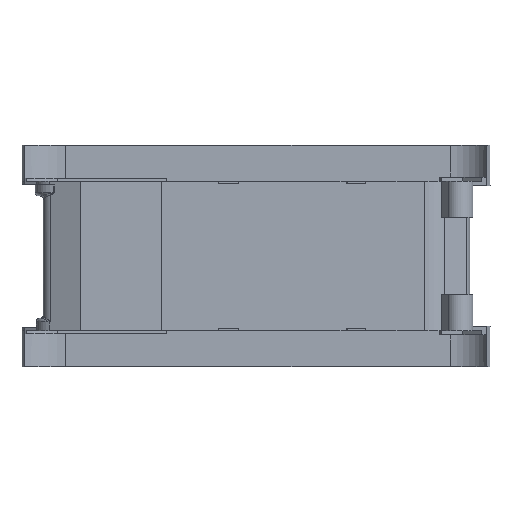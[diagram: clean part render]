
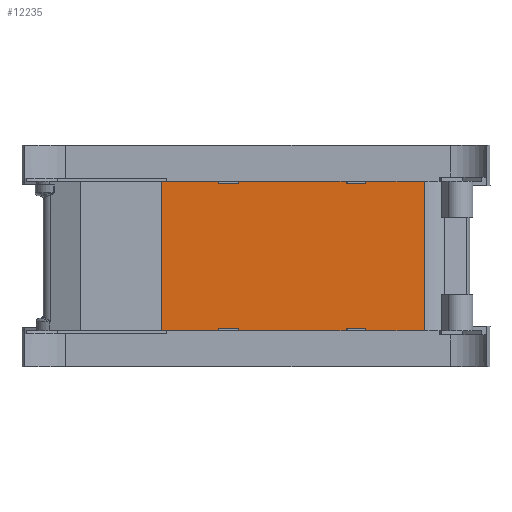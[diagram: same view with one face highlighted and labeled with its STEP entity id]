
A CAD part, front view. The second image highlights one B-rep face of the part: STEP entity #12235.
In plain terms, the highlighted planar face has unit normal (0, -1, 0).
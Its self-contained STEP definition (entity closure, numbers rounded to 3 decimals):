
#1455=DIRECTION('',(-1.,0.,0.));
#1456=VECTOR('',#1455,9.029);
#1457=CARTESIAN_POINT('',(6.599,-7.02,15.55));
#1458=LINE('',#1457,#1456);
#1463=DIRECTION('',(-1.,0.,0.));
#1464=VECTOR('',#1463,4.739);
#1465=CARTESIAN_POINT('',(-4.061,-7.02,15.55));
#1466=LINE('',#1465,#1464);
#1549=DIRECTION('',(-1.,0.,0.));
#1550=VECTOR('',#1549,4.894);
#1551=CARTESIAN_POINT('',(13.028,-7.02,15.55));
#1552=LINE('',#1551,#1550);
#1557=DIRECTION('',(1.,0.,0.));
#1558=VECTOR('',#1557,4.894);
#1559=CARTESIAN_POINT('',(8.134,-7.02,3.15));
#1560=LINE('',#1559,#1558);
#1643=DIRECTION('',(1.,0.,0.));
#1644=VECTOR('',#1643,4.739);
#1645=CARTESIAN_POINT('',(-8.8,-7.02,3.15));
#1646=LINE('',#1645,#1644);
#1651=DIRECTION('',(1.,0.,0.));
#1652=VECTOR('',#1651,9.029);
#1653=CARTESIAN_POINT('',(-2.429,-7.02,3.15));
#1654=LINE('',#1653,#1652);
#1701=DIRECTION('',(0.,0.,1.));
#1702=VECTOR('',#1701,12.4);
#1703=CARTESIAN_POINT('',(-8.8,-7.02,3.15));
#1704=LINE('',#1703,#1702);
#1705=DIRECTION('',(0.,0.,1.));
#1706=VECTOR('',#1705,0.2);
#1707=CARTESIAN_POINT('',(-4.061,-7.02,15.35));
#1708=LINE('',#1707,#1706);
#1709=DIRECTION('',(1.,0.,0.));
#1710=VECTOR('',#1709,1.631);
#1711=CARTESIAN_POINT('',(-4.061,-7.02,15.35));
#1712=LINE('',#1711,#1710);
#1713=DIRECTION('',(0.,0.,1.));
#1714=VECTOR('',#1713,0.2);
#1715=CARTESIAN_POINT('',(-2.429,-7.02,15.35));
#1716=LINE('',#1715,#1714);
#1717=DIRECTION('',(0.,0.,1.));
#1718=VECTOR('',#1717,0.2);
#1719=CARTESIAN_POINT('',(6.599,-7.02,15.35));
#1720=LINE('',#1719,#1718);
#1721=DIRECTION('',(1.,0.,0.));
#1722=VECTOR('',#1721,1.535);
#1723=CARTESIAN_POINT('',(6.599,-7.02,15.35));
#1724=LINE('',#1723,#1722);
#1725=DIRECTION('',(0.,0.,1.));
#1726=VECTOR('',#1725,0.2);
#1727=CARTESIAN_POINT('',(8.134,-7.02,15.35));
#1728=LINE('',#1727,#1726);
#1729=DIRECTION('',(0.,0.,1.));
#1730=VECTOR('',#1729,12.4);
#1731=CARTESIAN_POINT('',(13.028,-7.02,3.15));
#1732=LINE('',#1731,#1730);
#1733=DIRECTION('',(0.,0.,1.));
#1734=VECTOR('',#1733,0.2);
#1735=CARTESIAN_POINT('',(8.134,-7.02,3.15));
#1736=LINE('',#1735,#1734);
#1737=DIRECTION('',(1.,0.,0.));
#1738=VECTOR('',#1737,1.535);
#1739=CARTESIAN_POINT('',(6.599,-7.02,3.35));
#1740=LINE('',#1739,#1738);
#1741=DIRECTION('',(0.,0.,1.));
#1742=VECTOR('',#1741,0.2);
#1743=CARTESIAN_POINT('',(6.599,-7.02,3.15));
#1744=LINE('',#1743,#1742);
#1745=DIRECTION('',(0.,0.,1.));
#1746=VECTOR('',#1745,0.2);
#1747=CARTESIAN_POINT('',(-2.429,-7.02,3.15));
#1748=LINE('',#1747,#1746);
#1749=DIRECTION('',(1.,0.,0.));
#1750=VECTOR('',#1749,1.631);
#1751=CARTESIAN_POINT('',(-4.061,-7.02,3.35));
#1752=LINE('',#1751,#1750);
#1753=DIRECTION('',(0.,0.,1.));
#1754=VECTOR('',#1753,0.2);
#1755=CARTESIAN_POINT('',(-4.061,-7.02,3.15));
#1756=LINE('',#1755,#1754);
#8434=CARTESIAN_POINT('',(-8.8,-7.02,3.15));
#8435=CARTESIAN_POINT('',(-8.8,-7.02,15.55));
#8436=VERTEX_POINT('',#8434);
#8437=VERTEX_POINT('',#8435);
#8577=CARTESIAN_POINT('',(-4.061,-7.02,15.35));
#8578=CARTESIAN_POINT('',(-2.429,-7.02,15.35));
#8579=VERTEX_POINT('',#8577);
#8580=VERTEX_POINT('',#8578);
#8581=CARTESIAN_POINT('',(6.599,-7.02,15.35));
#8582=CARTESIAN_POINT('',(8.134,-7.02,15.35));
#8583=VERTEX_POINT('',#8581);
#8584=VERTEX_POINT('',#8582);
#8585=CARTESIAN_POINT('',(-4.061,-7.02,3.35));
#8586=CARTESIAN_POINT('',(-2.429,-7.02,3.35));
#8587=VERTEX_POINT('',#8585);
#8588=VERTEX_POINT('',#8586);
#8589=CARTESIAN_POINT('',(6.599,-7.02,3.35));
#8590=CARTESIAN_POINT('',(8.134,-7.02,3.35));
#8591=VERTEX_POINT('',#8589);
#8592=VERTEX_POINT('',#8590);
#9232=CARTESIAN_POINT('',(13.028,-7.02,3.15));
#9233=CARTESIAN_POINT('',(13.028,-7.02,15.55));
#9234=VERTEX_POINT('',#9232);
#9235=VERTEX_POINT('',#9233);
#10221=CARTESIAN_POINT('',(-4.061,-7.02,15.55));
#10222=VERTEX_POINT('',#10221);
#10223=CARTESIAN_POINT('',(-2.429,-7.02,15.55));
#10224=VERTEX_POINT('',#10223);
#10225=CARTESIAN_POINT('',(6.599,-7.02,15.55));
#10226=VERTEX_POINT('',#10225);
#10227=CARTESIAN_POINT('',(8.134,-7.02,15.55));
#10228=VERTEX_POINT('',#10227);
#10263=CARTESIAN_POINT('',(-4.061,-7.02,3.15));
#10264=VERTEX_POINT('',#10263);
#10265=CARTESIAN_POINT('',(-2.429,-7.02,3.15));
#10266=VERTEX_POINT('',#10265);
#10267=CARTESIAN_POINT('',(6.599,-7.02,3.15));
#10268=VERTEX_POINT('',#10267);
#10269=CARTESIAN_POINT('',(8.134,-7.02,3.15));
#10270=VERTEX_POINT('',#10269);
#12198=CARTESIAN_POINT('',(-15.4,-7.02,3.15));
#12199=DIRECTION('',(0.,-1.,0.));
#12200=DIRECTION('',(1.,0.,0.));
#12201=AXIS2_PLACEMENT_3D('',#12198,#12199,#12200);
#12202=PLANE('',#12201);
#12203=ORIENTED_EDGE('',*,*,#12128,.F.);
#12205=ORIENTED_EDGE('',*,*,#12204,.T.);
#12206=ORIENTED_EDGE('',*,*,#11964,.F.);
#12208=ORIENTED_EDGE('',*,*,#12207,.F.);
#12210=ORIENTED_EDGE('',*,*,#12209,.T.);
#12212=ORIENTED_EDGE('',*,*,#12211,.T.);
#12213=ORIENTED_EDGE('',*,*,#11956,.F.);
#12215=ORIENTED_EDGE('',*,*,#12214,.F.);
#12217=ORIENTED_EDGE('',*,*,#12216,.T.);
#12219=ORIENTED_EDGE('',*,*,#12218,.T.);
#12220=ORIENTED_EDGE('',*,*,#12007,.F.);
#12222=ORIENTED_EDGE('',*,*,#12221,.F.);
#12223=ORIENTED_EDGE('',*,*,#12084,.F.);
#12224=ORIENTED_EDGE('',*,*,#12150,.T.);
#12225=ORIENTED_EDGE('',*,*,#12179,.F.);
#12227=ORIENTED_EDGE('',*,*,#12226,.F.);
#12228=ORIENTED_EDGE('',*,*,#12135,.F.);
#12230=ORIENTED_EDGE('',*,*,#12229,.T.);
#12231=ORIENTED_EDGE('',*,*,#12164,.F.);
#12232=ORIENTED_EDGE('',*,*,#12192,.F.);
#12233=EDGE_LOOP('',(#12203,#12205,#12206,#12208,#12210,#12212,#12213,#12215,
#12217,#12219,#12220,#12222,#12223,#12224,#12225,#12227,#12228,#12230,#12231,
#12232));
#12234=FACE_OUTER_BOUND('',#12233,.F.);
#12235=ADVANCED_FACE('',(#12234),#12202,.T.);
#11956=EDGE_CURVE('',#10226,#10224,#1458,.T.);
#11964=EDGE_CURVE('',#10222,#8437,#1466,.T.);
#12007=EDGE_CURVE('',#9235,#10228,#1552,.T.);
#12084=EDGE_CURVE('',#10270,#9234,#1560,.T.);
#12128=EDGE_CURVE('',#8436,#10264,#1646,.T.);
#12135=EDGE_CURVE('',#10266,#10268,#1654,.T.);
#12150=EDGE_CURVE('',#10270,#8592,#1736,.T.);
#12164=EDGE_CURVE('',#8587,#8588,#1752,.T.);
#12179=EDGE_CURVE('',#8591,#8592,#1740,.T.);
#12192=EDGE_CURVE('',#10264,#8587,#1756,.T.);
#12204=EDGE_CURVE('',#8436,#8437,#1704,.T.);
#12207=EDGE_CURVE('',#8579,#10222,#1708,.T.);
#12209=EDGE_CURVE('',#8579,#8580,#1712,.T.);
#12211=EDGE_CURVE('',#8580,#10224,#1716,.T.);
#12214=EDGE_CURVE('',#8583,#10226,#1720,.T.);
#12216=EDGE_CURVE('',#8583,#8584,#1724,.T.);
#12218=EDGE_CURVE('',#8584,#10228,#1728,.T.);
#12221=EDGE_CURVE('',#9234,#9235,#1732,.T.);
#12226=EDGE_CURVE('',#10268,#8591,#1744,.T.);
#12229=EDGE_CURVE('',#10266,#8588,#1748,.T.);
